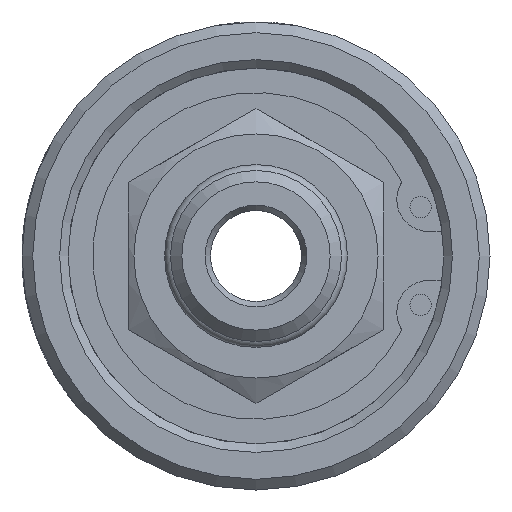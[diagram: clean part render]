
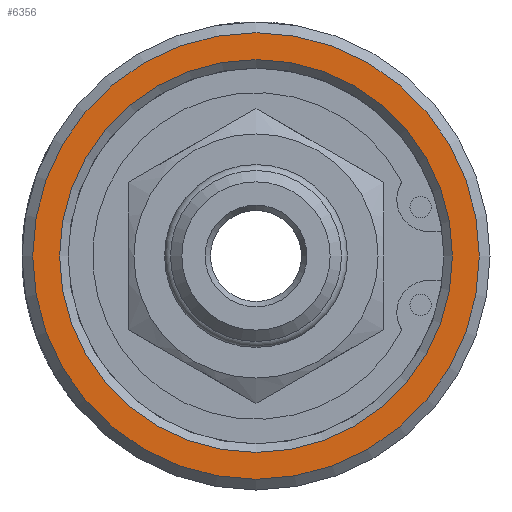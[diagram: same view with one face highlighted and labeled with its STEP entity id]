
A CAD part, left-side view. The second image highlights one B-rep face of the part: STEP entity #6356.
In plain terms, the highlighted planar face has unit normal (-1, 0, 0).
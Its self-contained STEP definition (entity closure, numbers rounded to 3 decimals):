
#599=FACE_BOUND('',#1955,.T.);
#1438=PLANE('',#6788);
#1579=FACE_OUTER_BOUND('',#1954,.T.);
#1954=EDGE_LOOP('',(#4344));
#1955=EDGE_LOOP('',(#4345));
#2377=CIRCLE('',#6769,20.85);
#2385=CIRCLE('',#6789,18.34);
#2636=VERTEX_POINT('',#8739);
#2645=VERTEX_POINT('',#8775);
#3307=EDGE_CURVE('',#2636,#2636,#2377,.T.);
#3325=EDGE_CURVE('',#2645,#2645,#2385,.T.);
#4344=ORIENTED_EDGE('',*,*,#3307,.F.);
#4345=ORIENTED_EDGE('',*,*,#3325,.F.);
#6356=ADVANCED_FACE('',(#1579,#599),#1438,.T.);
#6769=AXIS2_PLACEMENT_3D('',#8741,#7333,#7334);
#6788=AXIS2_PLACEMENT_3D('',#8774,#7377,#7378);
#6789=AXIS2_PLACEMENT_3D('',#8776,#7379,#7380);
#7333=DIRECTION('center_axis',(1.,0.,0.));
#7334=DIRECTION('ref_axis',(0.,-1.,0.));
#7377=DIRECTION('center_axis',(-1.,0.,0.));
#7378=DIRECTION('ref_axis',(0.,0.,1.));
#7379=DIRECTION('center_axis',(-1.,0.,0.));
#7380=DIRECTION('ref_axis',(0.,-1.,0.));
#8739=CARTESIAN_POINT('',(0.,20.85,0.));
#8741=CARTESIAN_POINT('Origin',(0.,0.,0.));
#8774=CARTESIAN_POINT('Origin',(0.,10.925,0.));
#8775=CARTESIAN_POINT('',(0.,18.34,0.));
#8776=CARTESIAN_POINT('Origin',(0.,0.,0.));
